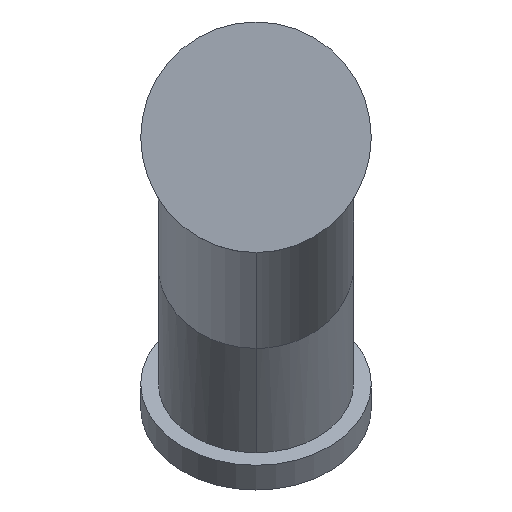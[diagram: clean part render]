
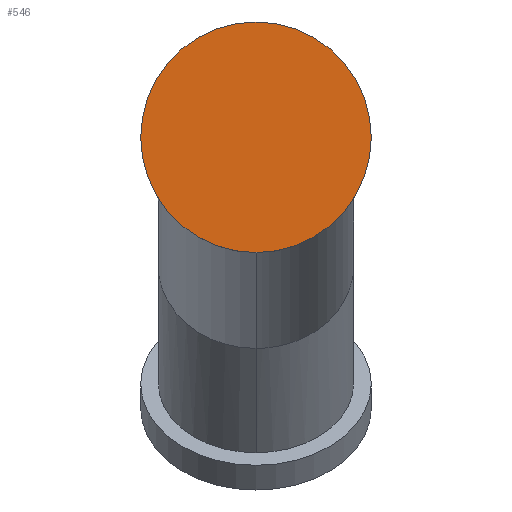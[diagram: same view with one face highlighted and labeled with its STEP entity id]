
A CAD part, top view. The second image highlights one B-rep face of the part: STEP entity #546.
In plain terms, the highlighted planar face has unit normal (0, 0, 1).
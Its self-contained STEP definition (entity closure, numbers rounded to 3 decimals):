
#40 = CARTESIAN_POINT ( 'NONE',  ( 0., 0., 0. ) ) ;
#73 = EDGE_CURVE ( 'Defeatured_0_0+Defeatured_0_1+Defeatured_0_1+Defeatured_0_1', #333, #159, #601, .T. ) ;
#91 = DIRECTION ( 'NONE',  ( 0., 0., 1. ) ) ;
#100 = FACE_OUTER_BOUND ( 'NONE', #301, .T. ) ;
#133 = CIRCLE ( 'NONE', #252, 82.5 ) ;
#145 = EDGE_CURVE ( 'Defeatured_0_0+Defeatured_0_1+Defeatured_0_1+Defeatured_0_1', #159, #333, #133, .T. ) ;
#159 = VERTEX_POINT ( 'NONE', #472 ) ;
#169 = DIRECTION ( 'NONE',  ( 0., 0., 1. ) ) ;
#192 = CARTESIAN_POINT ( 'NONE',  ( 82.5, 0., 0. ) ) ;
#252 = AXIS2_PLACEMENT_3D ( 'NONE', #345, #169, #471 ) ;
#301 = EDGE_LOOP ( 'NONE', ( #779, #501 ) ) ;
#333 = VERTEX_POINT ( 'NONE', #192 ) ;
#345 = CARTESIAN_POINT ( 'NONE',  ( 0., 0., 0. ) ) ;
#471 = DIRECTION ( 'NONE',  ( 1., 0., 0. ) ) ;
#472 = CARTESIAN_POINT ( 'NONE',  ( -82.5, 0., 0. ) ) ;
#501 = ORIENTED_EDGE ( 'NONE', *, *, #145, .T. ) ;
#527 = CARTESIAN_POINT ( 'NONE',  ( 0., 0., 0. ) ) ;
#546 = ADVANCED_FACE ( 'Defeatured_0_0', ( #100 ), #666, .T. ) ;
#547 = DIRECTION ( 'NONE',  ( 0., 0., 1. ) ) ;
#575 = AXIS2_PLACEMENT_3D ( 'NONE', #527, #91, #653 ) ;
#601 = CIRCLE ( 'NONE', #575, 82.5 ) ;
#653 = DIRECTION ( 'NONE',  ( 1., 0., 0. ) ) ;
#666 = PLANE ( 'NONE',  #697 ) ;
#679 = DIRECTION ( 'NONE',  ( 1., 0., 0. ) ) ;
#697 = AXIS2_PLACEMENT_3D ( 'NONE', #40, #547, #679 ) ;
#779 = ORIENTED_EDGE ( 'NONE', *, *, #73, .T. ) ;
